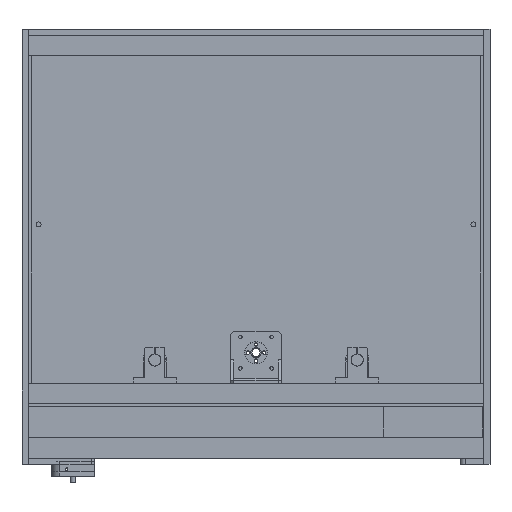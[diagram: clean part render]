
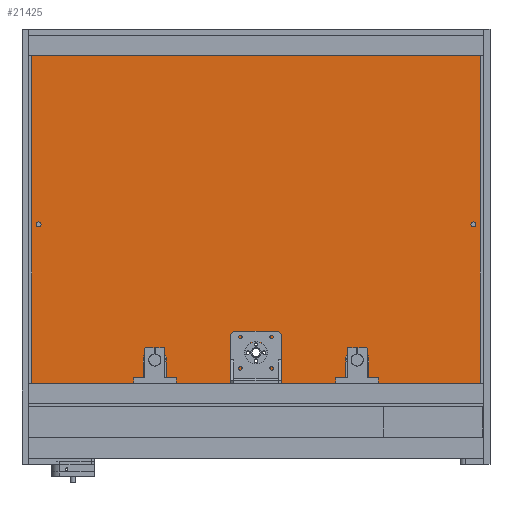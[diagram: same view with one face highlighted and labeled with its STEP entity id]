
A CAD part, front view. The second image highlights one B-rep face of the part: STEP entity #21425.
In plain terms, the highlighted planar face has unit normal (0, -1, 0).
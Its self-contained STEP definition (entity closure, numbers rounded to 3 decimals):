
#1476=LINE('',#38202,#3121);
#1485=LINE('',#38224,#3130);
#1486=LINE('',#38228,#3131);
#1487=LINE('',#38231,#3132);
#1488=LINE('',#38233,#3133);
#1489=LINE('',#38237,#3134);
#1490=LINE('',#38239,#3135);
#1491=LINE('',#38241,#3136);
#1492=LINE('',#38245,#3137);
#1493=LINE('',#38246,#3138);
#1494=LINE('',#38248,#3139);
#1495=LINE('',#38250,#3140);
#1496=LINE('',#38251,#3141);
#3121=VECTOR('',#26722,10.);
#3130=VECTOR('',#26739,10.);
#3131=VECTOR('',#26742,10.);
#3132=VECTOR('',#26745,10.);
#3133=VECTOR('',#26746,10.);
#3134=VECTOR('',#26749,10.);
#3135=VECTOR('',#26750,10.);
#3136=VECTOR('',#26751,10.);
#3137=VECTOR('',#26754,10.);
#3138=VECTOR('',#26755,10.);
#3139=VECTOR('',#26756,10.);
#3140=VECTOR('',#26757,10.);
#3141=VECTOR('',#26758,10.);
#4392=PLANE('',#23063);
#5040=FACE_BOUND('',#7552,.T.);
#5041=FACE_BOUND('',#7553,.T.);
#5042=FACE_BOUND('',#7554,.T.);
#5043=FACE_BOUND('',#7555,.T.);
#5044=FACE_BOUND('',#7556,.T.);
#6014=FACE_OUTER_BOUND('',#7551,.T.);
#7551=EDGE_LOOP('',(#16805,#16806,#16807,#16808,#16809,#16810,#16811,#16812,
#16813,#16814,#16815,#16816,#16817,#16818,#16819,#16820));
#7552=EDGE_LOOP('',(#16821));
#7553=EDGE_LOOP('',(#16822));
#7554=EDGE_LOOP('',(#16823));
#7555=EDGE_LOOP('',(#16824));
#7556=EDGE_LOOP('',(#16825));
#9190=CIRCLE('',#23064,11.5);
#9191=CIRCLE('',#23065,11.);
#9192=CIRCLE('',#23066,11.5);
#9193=CIRCLE('',#23067,2.5);
#9194=CIRCLE('',#23068,2.5);
#9195=CIRCLE('',#23069,2.5);
#9196=CIRCLE('',#23070,2.5);
#9197=CIRCLE('',#23071,2.5);
#10556=VERTEX_POINT('',#38200);
#10557=VERTEX_POINT('',#38201);
#10563=VERTEX_POINT('',#38217);
#10566=VERTEX_POINT('',#38222);
#10567=VERTEX_POINT('',#38226);
#10568=VERTEX_POINT('',#38227);
#10569=VERTEX_POINT('',#38229);
#10570=VERTEX_POINT('',#38232);
#10571=VERTEX_POINT('',#38234);
#10572=VERTEX_POINT('',#38236);
#10573=VERTEX_POINT('',#38238);
#10574=VERTEX_POINT('',#38240);
#10575=VERTEX_POINT('',#38242);
#10576=VERTEX_POINT('',#38244);
#10577=VERTEX_POINT('',#38247);
#10578=VERTEX_POINT('',#38249);
#10579=VERTEX_POINT('',#38252);
#10580=VERTEX_POINT('',#38254);
#10581=VERTEX_POINT('',#38256);
#10582=VERTEX_POINT('',#38258);
#10583=VERTEX_POINT('',#38260);
#12910=EDGE_CURVE('',#10556,#10557,#1476,.T.);
#12921=EDGE_CURVE('',#10563,#10566,#1485,.T.);
#12922=EDGE_CURVE('',#10567,#10568,#1486,.T.);
#12923=EDGE_CURVE('',#10568,#10569,#9190,.T.);
#12924=EDGE_CURVE('',#10569,#10563,#1487,.T.);
#12925=EDGE_CURVE('',#10566,#10570,#1488,.T.);
#12926=EDGE_CURVE('',#10570,#10571,#9191,.T.);
#12927=EDGE_CURVE('',#10571,#10572,#1489,.T.);
#12928=EDGE_CURVE('',#10572,#10573,#1490,.T.);
#12929=EDGE_CURVE('',#10573,#10574,#1491,.T.);
#12930=EDGE_CURVE('',#10574,#10575,#9192,.T.);
#12931=EDGE_CURVE('',#10575,#10576,#1492,.T.);
#12932=EDGE_CURVE('',#10576,#10556,#1493,.T.);
#12933=EDGE_CURVE('',#10557,#10577,#1494,.T.);
#12934=EDGE_CURVE('',#10577,#10578,#1495,.T.);
#12935=EDGE_CURVE('',#10578,#10567,#1496,.T.);
#12936=EDGE_CURVE('',#10579,#10579,#9193,.T.);
#12937=EDGE_CURVE('',#10580,#10580,#9194,.T.);
#12938=EDGE_CURVE('',#10581,#10581,#9195,.T.);
#12939=EDGE_CURVE('',#10582,#10582,#9196,.T.);
#12940=EDGE_CURVE('',#10583,#10583,#9197,.T.);
#16805=ORIENTED_EDGE('',*,*,#12922,.T.);
#16806=ORIENTED_EDGE('',*,*,#12923,.T.);
#16807=ORIENTED_EDGE('',*,*,#12924,.T.);
#16808=ORIENTED_EDGE('',*,*,#12921,.T.);
#16809=ORIENTED_EDGE('',*,*,#12925,.T.);
#16810=ORIENTED_EDGE('',*,*,#12926,.T.);
#16811=ORIENTED_EDGE('',*,*,#12927,.T.);
#16812=ORIENTED_EDGE('',*,*,#12928,.T.);
#16813=ORIENTED_EDGE('',*,*,#12929,.T.);
#16814=ORIENTED_EDGE('',*,*,#12930,.T.);
#16815=ORIENTED_EDGE('',*,*,#12931,.T.);
#16816=ORIENTED_EDGE('',*,*,#12932,.T.);
#16817=ORIENTED_EDGE('',*,*,#12910,.T.);
#16818=ORIENTED_EDGE('',*,*,#12933,.T.);
#16819=ORIENTED_EDGE('',*,*,#12934,.T.);
#16820=ORIENTED_EDGE('',*,*,#12935,.T.);
#16821=ORIENTED_EDGE('',*,*,#12936,.T.);
#16822=ORIENTED_EDGE('',*,*,#12937,.T.);
#16823=ORIENTED_EDGE('',*,*,#12938,.T.);
#16824=ORIENTED_EDGE('',*,*,#12939,.T.);
#16825=ORIENTED_EDGE('',*,*,#12940,.T.);
#21425=ADVANCED_FACE('',(#6014,#5040,#5041,#5042,#5043,#5044),#4392,.T.);
#23063=AXIS2_PLACEMENT_3D('',#38225,#26740,#26741);
#23064=AXIS2_PLACEMENT_3D('',#38230,#26743,#26744);
#23065=AXIS2_PLACEMENT_3D('',#38235,#26747,#26748);
#23066=AXIS2_PLACEMENT_3D('',#38243,#26752,#26753);
#23067=AXIS2_PLACEMENT_3D('',#38253,#26759,#26760);
#23068=AXIS2_PLACEMENT_3D('',#38255,#26761,#26762);
#23069=AXIS2_PLACEMENT_3D('',#38257,#26763,#26764);
#23070=AXIS2_PLACEMENT_3D('',#38259,#26765,#26766);
#23071=AXIS2_PLACEMENT_3D('',#38261,#26767,#26768);
#26722=DIRECTION('',(0.,0.,1.));
#26739=DIRECTION('',(1.,0.,0.));
#26740=DIRECTION('center_axis',(0.,-1.,0.));
#26741=DIRECTION('ref_axis',(0.,0.,-1.));
#26742=DIRECTION('',(0.,0.,1.));
#26743=DIRECTION('center_axis',(0.,1.,0.));
#26744=DIRECTION('ref_axis',(-1.,0.,0.));
#26745=DIRECTION('',(0.,0.,-1.));
#26746=DIRECTION('',(0.,0.,1.));
#26747=DIRECTION('center_axis',(0.,1.,0.));
#26748=DIRECTION('ref_axis',(-1.,0.,0.));
#26749=DIRECTION('',(0.,0.,-1.));
#26750=DIRECTION('',(1.,0.,0.));
#26751=DIRECTION('',(0.,0.,1.));
#26752=DIRECTION('center_axis',(0.,1.,0.));
#26753=DIRECTION('ref_axis',(-1.,0.,0.));
#26754=DIRECTION('',(0.,0.,-1.));
#26755=DIRECTION('',(1.,0.,0.));
#26756=DIRECTION('',(-1.,0.,0.));
#26757=DIRECTION('',(0.,0.,-1.));
#26758=DIRECTION('',(1.,0.,0.));
#26759=DIRECTION('center_axis',(0.,1.,0.));
#26760=DIRECTION('ref_axis',(-1.,0.,0.));
#26761=DIRECTION('center_axis',(0.,1.,0.));
#26762=DIRECTION('ref_axis',(-1.,0.,0.));
#26763=DIRECTION('center_axis',(0.,1.,0.));
#26764=DIRECTION('ref_axis',(-1.,0.,0.));
#26765=DIRECTION('center_axis',(0.,1.,0.));
#26766=DIRECTION('ref_axis',(-1.,0.,0.));
#26767=DIRECTION('center_axis',(0.,1.,0.));
#26768=DIRECTION('ref_axis',(-1.,0.,0.));
#38200=CARTESIAN_POINT('',(225.,64.,60.));
#38201=CARTESIAN_POINT('',(225.,64.,430.));
#38202=CARTESIAN_POINT('',(225.,64.,245.));
#38217=CARTESIAN_POINT('',(-88.5,64.,60.));
#38222=CARTESIAN_POINT('',(-11.,64.,60.));
#38224=CARTESIAN_POINT('',(-225.,64.,60.));
#38225=CARTESIAN_POINT('Origin',(-225.,64.,424.));
#38226=CARTESIAN_POINT('',(-111.5,64.,60.));
#38227=CARTESIAN_POINT('',(-111.5,64.,103.));
#38228=CARTESIAN_POINT('',(-111.5,64.,263.5));
#38229=CARTESIAN_POINT('',(-88.5,64.,103.));
#38230=CARTESIAN_POINT('Origin',(-100.,64.,103.));
#38231=CARTESIAN_POINT('',(-88.5,64.,242.));
#38232=CARTESIAN_POINT('',(-11.,64.,110.25));
#38233=CARTESIAN_POINT('',(-11.,64.,267.125));
#38234=CARTESIAN_POINT('',(11.,64.,110.25));
#38235=CARTESIAN_POINT('Origin',(0.,64.,110.25));
#38236=CARTESIAN_POINT('',(11.,64.,60.));
#38237=CARTESIAN_POINT('',(11.,64.,242.));
#38238=CARTESIAN_POINT('',(88.5,64.,60.));
#38239=CARTESIAN_POINT('',(-225.,64.,60.));
#38240=CARTESIAN_POINT('',(88.5,64.,103.));
#38241=CARTESIAN_POINT('',(88.5,64.,263.5));
#38242=CARTESIAN_POINT('',(111.5,64.,103.));
#38243=CARTESIAN_POINT('Origin',(100.,64.,103.));
#38244=CARTESIAN_POINT('',(111.5,64.,60.));
#38245=CARTESIAN_POINT('',(111.5,64.,242.));
#38246=CARTESIAN_POINT('',(-225.,64.,60.));
#38247=CARTESIAN_POINT('',(-225.,64.,430.));
#38248=CARTESIAN_POINT('',(-112.5,64.,430.));
#38249=CARTESIAN_POINT('',(-225.,64.,60.));
#38250=CARTESIAN_POINT('',(-225.,64.,424.));
#38251=CARTESIAN_POINT('',(-225.,64.,60.));
#38252=CARTESIAN_POINT('',(217.5,64.,237.));
#38253=CARTESIAN_POINT('Origin',(215.,64.,237.));
#38254=CARTESIAN_POINT('',(2.5,64.,414.));
#38255=CARTESIAN_POINT('Origin',(0.,64.,414.));
#38256=CARTESIAN_POINT('',(217.5,64.,414.));
#38257=CARTESIAN_POINT('Origin',(215.,64.,414.));
#38258=CARTESIAN_POINT('',(-212.5,64.,237.));
#38259=CARTESIAN_POINT('Origin',(-215.,64.,237.));
#38260=CARTESIAN_POINT('',(-212.5,64.,414.));
#38261=CARTESIAN_POINT('Origin',(-215.,64.,414.));
